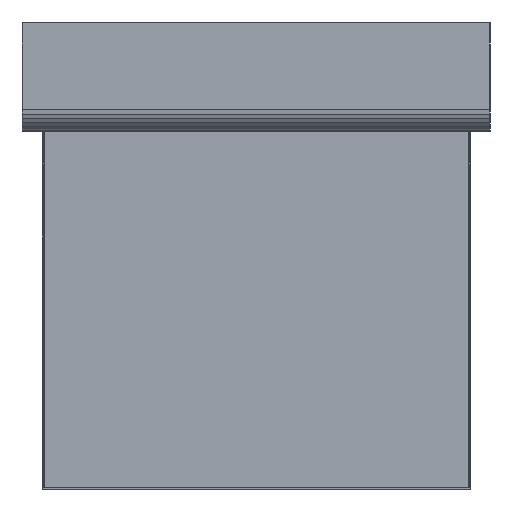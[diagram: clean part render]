
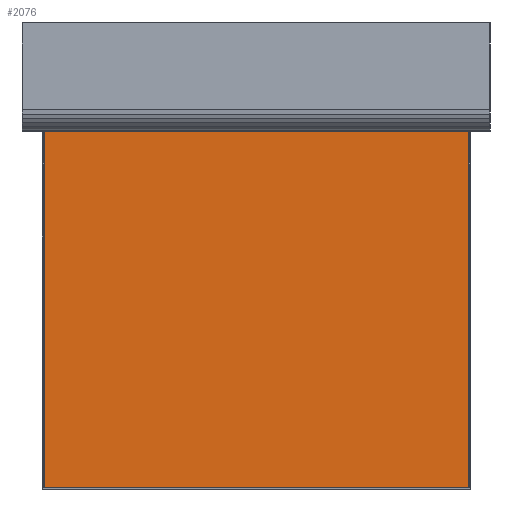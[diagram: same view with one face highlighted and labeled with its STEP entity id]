
A CAD part, front view. The second image highlights one B-rep face of the part: STEP entity #2076.
In plain terms, the highlighted planar face has unit normal (0, 1, 0).
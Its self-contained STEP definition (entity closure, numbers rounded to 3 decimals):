
#116 = EDGE_CURVE ( 'NONE', #2074, #1502, #1365, .T. ) ;
#335 = ORIENTED_EDGE ( 'NONE', *, *, #1131, .T. ) ;
#336 = LINE ( 'NONE', #431, #2249 ) ;
#338 = DIRECTION ( 'NONE',  ( 0., 0., 1. ) ) ;
#339 = DIRECTION ( 'NONE',  ( 0., 1., 0. ) ) ;
#340 = CARTESIAN_POINT ( 'NONE',  ( 0., -3.684, -0.001 ) ) ;
#366 = PLANE ( 'NONE',  #1632 ) ;
#377 = VECTOR ( 'NONE', #1503, 1000. ) ;
#426 = CARTESIAN_POINT ( 'NONE',  ( 122.932, -3.666, -59.405 ) ) ;
#431 = CARTESIAN_POINT ( 'NONE',  ( -122.562, -3.604, -268.915 ) ) ;
#458 = CARTESIAN_POINT ( 'NONE',  ( -122.562, -3.666, -59.405 ) ) ;
#475 = ORIENTED_EDGE ( 'NONE', *, *, #116, .T. ) ;
#785 = LINE ( 'NONE', #1722, #1819 ) ;
#794 = VECTOR ( 'NONE', #1650, 1000. ) ;
#878 = EDGE_LOOP ( 'NONE', ( #2353, #475, #335, #1618 ) ) ;
#921 = VERTEX_POINT ( 'NONE', #1953 ) ;
#934 = LINE ( 'NONE', #1507, #377 ) ;
#1127 = CARTESIAN_POINT ( 'NONE',  ( 122.932, -3.604, -268.915 ) ) ;
#1131 = EDGE_CURVE ( 'NONE', #1502, #921, #785, .T. ) ;
#1260 = EDGE_CURVE ( 'NONE', #2011, #2074, #934, .T. ) ;
#1365 = LINE ( 'NONE', #1619, #794 ) ;
#1447 = DIRECTION ( 'NONE',  ( 0., 0., 1. ) ) ;
#1502 = VERTEX_POINT ( 'NONE', #1127 ) ;
#1503 = DIRECTION ( 'NONE',  ( 1., 0., 0. ) ) ;
#1507 = CARTESIAN_POINT ( 'NONE',  ( -122.562, -3.666, -59.405 ) ) ;
#1618 = ORIENTED_EDGE ( 'NONE', *, *, #2058, .T. ) ;
#1619 = CARTESIAN_POINT ( 'NONE',  ( 122.932, -3.666, -59.405 ) ) ;
#1632 = AXIS2_PLACEMENT_3D ( 'NONE', #340, #339, #338 ) ;
#1650 = DIRECTION ( 'NONE',  ( 0., 0., -1. ) ) ;
#1721 = DIRECTION ( 'NONE',  ( -1., 0., 0. ) ) ;
#1722 = CARTESIAN_POINT ( 'NONE',  ( 122.932, -3.604, -268.915 ) ) ;
#1819 = VECTOR ( 'NONE', #1721, 1000. ) ;
#1953 = CARTESIAN_POINT ( 'NONE',  ( -122.562, -3.604, -268.915 ) ) ;
#2011 = VERTEX_POINT ( 'NONE', #458 ) ;
#2058 = EDGE_CURVE ( 'NONE', #921, #2011, #336, .T. ) ;
#2059 = FACE_OUTER_BOUND ( 'NONE', #878, .T. ) ;
#2074 = VERTEX_POINT ( 'NONE', #426 ) ;
#2076 = ADVANCED_FACE ( 'NONE', ( #2059 ), #366, .T. ) ;
#2249 = VECTOR ( 'NONE', #1447, 1000. ) ;
#2353 = ORIENTED_EDGE ( 'NONE', *, *, #1260, .T. ) ;
